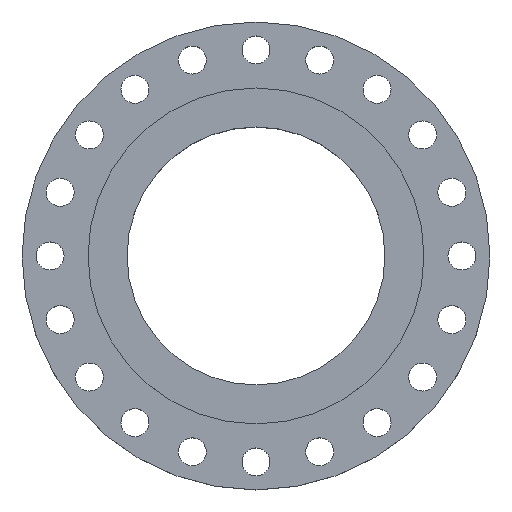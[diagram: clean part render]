
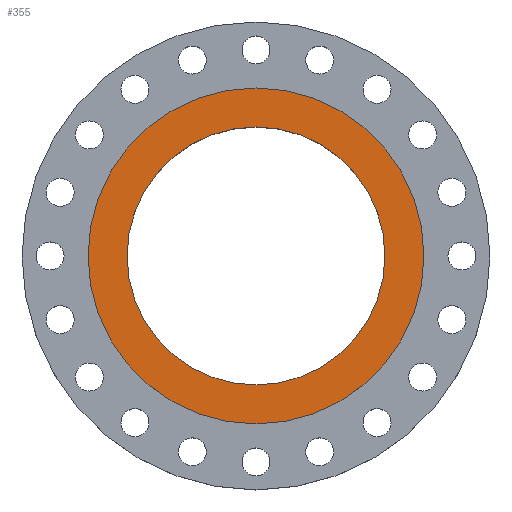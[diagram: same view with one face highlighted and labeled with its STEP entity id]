
A CAD part, top view. The second image highlights one B-rep face of the part: STEP entity #355.
In plain terms, the highlighted planar face has unit normal (0, 0, 1).
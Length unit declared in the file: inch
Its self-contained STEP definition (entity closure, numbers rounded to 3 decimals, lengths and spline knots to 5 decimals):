
#7 = DIRECTION ( 'NONE',  ( 1., 0., 0. ) ) ;
#9 = CARTESIAN_POINT ( 'NONE',  ( 10.5, 0., 0. ) ) ;
#45 = DIRECTION ( 'NONE',  ( -1., 0., 0. ) ) ;
#193 = FACE_BOUND ( 'NONE', #1379, .T. ) ;
#202 = DIRECTION ( 'NONE',  ( 0., 0., -1. ) ) ;
#203 = CARTESIAN_POINT ( 'NONE',  ( 0., 0., 0. ) ) ;
#223 = EDGE_CURVE ( 'NONE', #2070, #1053, #998, .T. ) ;
#251 = ORIENTED_EDGE ( 'NONE', *, *, #1511, .F. ) ;
#268 = CIRCLE ( 'NONE', #801, 8.0625 ) ;
#280 = DIRECTION ( 'NONE',  ( 0., 0., 1. ) ) ;
#287 = DIRECTION ( 'NONE',  ( 1., 0., 0. ) ) ;
#353 = EDGE_LOOP ( 'NONE', ( #850, #427 ) ) ;
#355 = ADVANCED_FACE ( 'NONE', ( #193, #1482 ), #1825, .F. ) ;
#371 = AXIS2_PLACEMENT_3D ( 'NONE', #203, #814, #7 ) ;
#427 = ORIENTED_EDGE ( 'NONE', *, *, #2026, .T. ) ;
#470 = CIRCLE ( 'NONE', #1660, 8.0625 ) ;
#479 = DIRECTION ( 'NONE',  ( 1., 0., 0. ) ) ;
#491 = CARTESIAN_POINT ( 'NONE',  ( -8.0625, 0., 0. ) ) ;
#654 = CARTESIAN_POINT ( 'NONE',  ( 0., 0., 0. ) ) ;
#659 = AXIS2_PLACEMENT_3D ( 'NONE', #677, #202, #45 ) ;
#677 = CARTESIAN_POINT ( 'NONE',  ( 0., 8.0625, 0. ) ) ;
#782 = DIRECTION ( 'NONE',  ( 0., 0., 1. ) ) ;
#801 = AXIS2_PLACEMENT_3D ( 'NONE', #654, #280, #1233 ) ;
#814 = DIRECTION ( 'NONE',  ( 0., 0., 1. ) ) ;
#850 = ORIENTED_EDGE ( 'NONE', *, *, #223, .T. ) ;
#871 = CARTESIAN_POINT ( 'NONE',  ( 8.0625, 0., 0. ) ) ;
#978 = EDGE_CURVE ( 'NONE', #1071, #1802, #268, .T. ) ;
#998 = CIRCLE ( 'NONE', #371, 10.5 ) ;
#1053 = VERTEX_POINT ( 'NONE', #1967 ) ;
#1071 = VERTEX_POINT ( 'NONE', #871 ) ;
#1232 = ORIENTED_EDGE ( 'NONE', *, *, #978, .F. ) ;
#1233 = DIRECTION ( 'NONE',  ( 1., 0., 0. ) ) ;
#1256 = CIRCLE ( 'NONE', #1817, 10.5 ) ;
#1379 = EDGE_LOOP ( 'NONE', ( #1232, #251 ) ) ;
#1482 = FACE_OUTER_BOUND ( 'NONE', #353, .T. ) ;
#1511 = EDGE_CURVE ( 'NONE', #1802, #1071, #470, .T. ) ;
#1660 = AXIS2_PLACEMENT_3D ( 'NONE', #1747, #782, #287 ) ;
#1747 = CARTESIAN_POINT ( 'NONE',  ( 0., 0., 0. ) ) ;
#1772 = CARTESIAN_POINT ( 'NONE',  ( 0., 0., 0. ) ) ;
#1802 = VERTEX_POINT ( 'NONE', #491 ) ;
#1817 = AXIS2_PLACEMENT_3D ( 'NONE', #1772, #1949, #479 ) ;
#1825 = PLANE ( 'NONE',  #659 ) ;
#1949 = DIRECTION ( 'NONE',  ( 0., 0., 1. ) ) ;
#1967 = CARTESIAN_POINT ( 'NONE',  ( -10.5, 0., 0. ) ) ;
#2026 = EDGE_CURVE ( 'NONE', #1053, #2070, #1256, .T. ) ;
#2070 = VERTEX_POINT ( 'NONE', #9 ) ;
